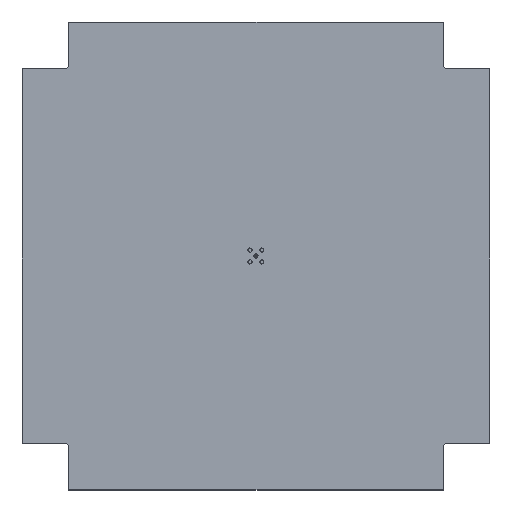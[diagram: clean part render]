
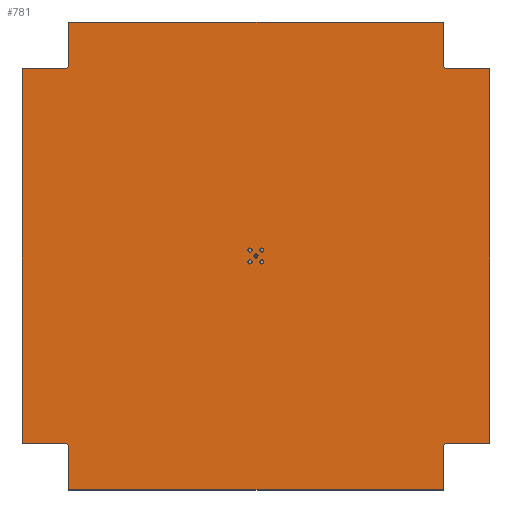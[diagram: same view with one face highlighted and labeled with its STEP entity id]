
A CAD part, top view. The second image highlights one B-rep face of the part: STEP entity #781.
In plain terms, the highlighted planar face has unit normal (0, 0, 1).
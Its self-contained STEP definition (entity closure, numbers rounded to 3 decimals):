
#80 = VERTEX_POINT('',#81);
#81 = CARTESIAN_POINT('',(0.013,9.86,0.756)
  );
#87 = EDGE_CURVE('',#80,#88,#90,.T.);
#88 = VERTEX_POINT('',#89);
#89 = CARTESIAN_POINT('',(9.013,9.86,0.756));
#90 = LINE('',#91,#92);
#91 = CARTESIAN_POINT('',(0.013,9.86,0.756)
  );
#92 = VECTOR('',#93,1.);
#93 = DIRECTION('',(1.,0.,0.));
#118 = EDGE_CURVE('',#88,#119,#121,.T.);
#119 = VERTEX_POINT('',#120);
#120 = CARTESIAN_POINT('',(10.013,8.86,0.756));
#121 = CIRCLE('',#122,1.);
#122 = AXIS2_PLACEMENT_3D('',#123,#124,#125);
#123 = CARTESIAN_POINT('',(9.013,8.86,0.756));
#124 = DIRECTION('',(0.,0.,-1.));
#125 = DIRECTION('',(0.,1.,0.));
#151 = EDGE_CURVE('',#119,#152,#154,.T.);
#152 = VERTEX_POINT('',#153);
#153 = CARTESIAN_POINT('',(10.013,-0.14,0.756));
#154 = LINE('',#155,#156);
#155 = CARTESIAN_POINT('',(10.013,8.86,0.756));
#156 = VECTOR('',#157,1.);
#157 = DIRECTION('',(0.,-1.,0.));
#182 = EDGE_CURVE('',#152,#183,#185,.T.);
#183 = VERTEX_POINT('',#184);
#184 = CARTESIAN_POINT('',(90.013,-0.14,0.756));
#185 = LINE('',#186,#187);
#186 = CARTESIAN_POINT('',(10.013,-0.14,0.756));
#187 = VECTOR('',#188,1.);
#188 = DIRECTION('',(1.,0.,0.));
#213 = EDGE_CURVE('',#183,#214,#216,.T.);
#214 = VERTEX_POINT('',#215);
#215 = CARTESIAN_POINT('',(90.013,8.86,0.756));
#216 = LINE('',#217,#218);
#217 = CARTESIAN_POINT('',(90.013,-0.14,0.756));
#218 = VECTOR('',#219,1.);
#219 = DIRECTION('',(0.,1.,0.));
#244 = EDGE_CURVE('',#214,#245,#247,.T.);
#245 = VERTEX_POINT('',#246);
#246 = CARTESIAN_POINT('',(91.013,9.86,0.756));
#247 = CIRCLE('',#248,1.);
#248 = AXIS2_PLACEMENT_3D('',#249,#250,#251);
#249 = CARTESIAN_POINT('',(91.013,8.86,0.756));
#250 = DIRECTION('',(0.,0.,-1.));
#251 = DIRECTION('',(-1.,0.,0.));
#277 = EDGE_CURVE('',#245,#278,#280,.T.);
#278 = VERTEX_POINT('',#279);
#279 = CARTESIAN_POINT('',(100.013,9.86,0.756));
#280 = LINE('',#281,#282);
#281 = CARTESIAN_POINT('',(91.013,9.86,0.756));
#282 = VECTOR('',#283,1.);
#283 = DIRECTION('',(1.,0.,0.));
#308 = EDGE_CURVE('',#278,#309,#311,.T.);
#309 = VERTEX_POINT('',#310);
#310 = CARTESIAN_POINT('',(100.013,89.86,0.756));
#311 = LINE('',#312,#313);
#312 = CARTESIAN_POINT('',(100.013,9.86,0.756));
#313 = VECTOR('',#314,1.);
#314 = DIRECTION('',(0.,1.,0.));
#339 = EDGE_CURVE('',#309,#340,#342,.T.);
#340 = VERTEX_POINT('',#341);
#341 = CARTESIAN_POINT('',(91.013,89.86,0.756));
#342 = LINE('',#343,#344);
#343 = CARTESIAN_POINT('',(100.013,89.86,0.756));
#344 = VECTOR('',#345,1.);
#345 = DIRECTION('',(-1.,0.,0.));
#370 = EDGE_CURVE('',#340,#371,#373,.T.);
#371 = VERTEX_POINT('',#372);
#372 = CARTESIAN_POINT('',(90.013,90.86,0.756));
#373 = CIRCLE('',#374,1.);
#374 = AXIS2_PLACEMENT_3D('',#375,#376,#377);
#375 = CARTESIAN_POINT('',(91.013,90.86,0.756));
#376 = DIRECTION('',(0.,0.,-1.));
#377 = DIRECTION('',(0.,-1.,0.));
#403 = EDGE_CURVE('',#371,#404,#406,.T.);
#404 = VERTEX_POINT('',#405);
#405 = CARTESIAN_POINT('',(90.013,99.86,0.756));
#406 = LINE('',#407,#408);
#407 = CARTESIAN_POINT('',(90.013,90.86,0.756));
#408 = VECTOR('',#409,1.);
#409 = DIRECTION('',(0.,1.,0.));
#434 = EDGE_CURVE('',#404,#435,#437,.T.);
#435 = VERTEX_POINT('',#436);
#436 = CARTESIAN_POINT('',(10.013,99.86,0.756));
#437 = LINE('',#438,#439);
#438 = CARTESIAN_POINT('',(90.013,99.86,0.756));
#439 = VECTOR('',#440,1.);
#440 = DIRECTION('',(-1.,0.,0.));
#465 = EDGE_CURVE('',#435,#466,#468,.T.);
#466 = VERTEX_POINT('',#467);
#467 = CARTESIAN_POINT('',(10.013,90.86,0.756));
#468 = LINE('',#469,#470);
#469 = CARTESIAN_POINT('',(10.013,99.86,0.756));
#470 = VECTOR('',#471,1.);
#471 = DIRECTION('',(0.,-1.,0.));
#496 = EDGE_CURVE('',#466,#497,#499,.T.);
#497 = VERTEX_POINT('',#498);
#498 = CARTESIAN_POINT('',(9.013,89.86,0.756));
#499 = CIRCLE('',#500,1.);
#500 = AXIS2_PLACEMENT_3D('',#501,#502,#503);
#501 = CARTESIAN_POINT('',(9.013,90.86,0.756));
#502 = DIRECTION('',(0.,0.,-1.));
#503 = DIRECTION('',(1.,0.,0.));
#529 = EDGE_CURVE('',#497,#530,#532,.T.);
#530 = VERTEX_POINT('',#531);
#531 = CARTESIAN_POINT('',(0.013,89.86,0.756
    ));
#532 = LINE('',#533,#534);
#533 = CARTESIAN_POINT('',(9.013,89.86,0.756));
#534 = VECTOR('',#535,1.);
#535 = DIRECTION('',(-1.,0.,0.));
#560 = EDGE_CURVE('',#530,#80,#561,.T.);
#561 = LINE('',#562,#563);
#562 = CARTESIAN_POINT('',(0.013,89.86,0.756
    ));
#563 = VECTOR('',#564,1.);
#564 = DIRECTION('',(0.,-1.,0.));
#584 = VERTEX_POINT('',#585);
#585 = CARTESIAN_POINT('',(49.174,48.59,0.756));
#591 = EDGE_CURVE('',#584,#584,#592,.T.);
#592 = CIRCLE('',#593,0.444);
#593 = AXIS2_PLACEMENT_3D('',#594,#595,#596);
#594 = CARTESIAN_POINT('',(48.73,48.59,0.756));
#595 = DIRECTION('',(0.,0.,1.));
#596 = DIRECTION('',(1.,0.,0.));
#617 = VERTEX_POINT('',#618);
#618 = CARTESIAN_POINT('',(49.174,51.13,0.756));
#624 = EDGE_CURVE('',#617,#617,#625,.T.);
#625 = CIRCLE('',#626,0.444);
#626 = AXIS2_PLACEMENT_3D('',#627,#628,#629);
#627 = CARTESIAN_POINT('',(48.73,51.13,0.756));
#628 = DIRECTION('',(0.,0.,1.));
#629 = DIRECTION('',(1.,0.,0.));
#650 = VERTEX_POINT('',#651);
#651 = CARTESIAN_POINT('',(51.714,48.59,0.756));
#657 = EDGE_CURVE('',#650,#650,#658,.T.);
#658 = CIRCLE('',#659,0.444);
#659 = AXIS2_PLACEMENT_3D('',#660,#661,#662);
#660 = CARTESIAN_POINT('',(51.27,48.59,0.756));
#661 = DIRECTION('',(0.,0.,1.));
#662 = DIRECTION('',(1.,0.,0.));
#683 = VERTEX_POINT('',#684);
#684 = CARTESIAN_POINT('',(50.444,49.86,0.756));
#690 = EDGE_CURVE('',#683,#683,#691,.T.);
#691 = CIRCLE('',#692,0.444);
#692 = AXIS2_PLACEMENT_3D('',#693,#694,#695);
#693 = CARTESIAN_POINT('',(50.,49.86,0.756));
#694 = DIRECTION('',(0.,0.,1.));
#695 = DIRECTION('',(1.,0.,0.));
#716 = VERTEX_POINT('',#717);
#717 = CARTESIAN_POINT('',(51.714,51.13,0.756));
#723 = EDGE_CURVE('',#716,#716,#724,.T.);
#724 = CIRCLE('',#725,0.444);
#725 = AXIS2_PLACEMENT_3D('',#726,#727,#728);
#726 = CARTESIAN_POINT('',(51.27,51.13,0.756));
#727 = DIRECTION('',(0.,0.,1.));
#728 = DIRECTION('',(1.,0.,0.));
#781 = ADVANCED_FACE('',(#782,#800,#803,#806,#809,#812),#815,.T.);
#782 = FACE_BOUND('',#783,.T.);
#783 = EDGE_LOOP('',(#784,#785,#786,#787,#788,#789,#790,#791,#792,#793,
    #794,#795,#796,#797,#798,#799));
#784 = ORIENTED_EDGE('',*,*,#87,.T.);
#785 = ORIENTED_EDGE('',*,*,#118,.T.);
#786 = ORIENTED_EDGE('',*,*,#151,.T.);
#787 = ORIENTED_EDGE('',*,*,#182,.T.);
#788 = ORIENTED_EDGE('',*,*,#213,.T.);
#789 = ORIENTED_EDGE('',*,*,#244,.T.);
#790 = ORIENTED_EDGE('',*,*,#277,.T.);
#791 = ORIENTED_EDGE('',*,*,#308,.T.);
#792 = ORIENTED_EDGE('',*,*,#339,.T.);
#793 = ORIENTED_EDGE('',*,*,#370,.T.);
#794 = ORIENTED_EDGE('',*,*,#403,.T.);
#795 = ORIENTED_EDGE('',*,*,#434,.T.);
#796 = ORIENTED_EDGE('',*,*,#465,.T.);
#797 = ORIENTED_EDGE('',*,*,#496,.T.);
#798 = ORIENTED_EDGE('',*,*,#529,.T.);
#799 = ORIENTED_EDGE('',*,*,#560,.T.);
#800 = FACE_BOUND('',#801,.T.);
#801 = EDGE_LOOP('',(#802));
#802 = ORIENTED_EDGE('',*,*,#591,.F.);
#803 = FACE_BOUND('',#804,.T.);
#804 = EDGE_LOOP('',(#805));
#805 = ORIENTED_EDGE('',*,*,#624,.F.);
#806 = FACE_BOUND('',#807,.T.);
#807 = EDGE_LOOP('',(#808));
#808 = ORIENTED_EDGE('',*,*,#657,.F.);
#809 = FACE_BOUND('',#810,.T.);
#810 = EDGE_LOOP('',(#811));
#811 = ORIENTED_EDGE('',*,*,#690,.F.);
#812 = FACE_BOUND('',#813,.T.);
#813 = EDGE_LOOP('',(#814));
#814 = ORIENTED_EDGE('',*,*,#723,.F.);
#815 = PLANE('',#816);
#816 = AXIS2_PLACEMENT_3D('',#817,#818,#819);
#817 = CARTESIAN_POINT('',(0.013,9.86,0.756)
  );
#818 = DIRECTION('',(0.,0.,1.));
#819 = DIRECTION('',(1.,0.,0.));
